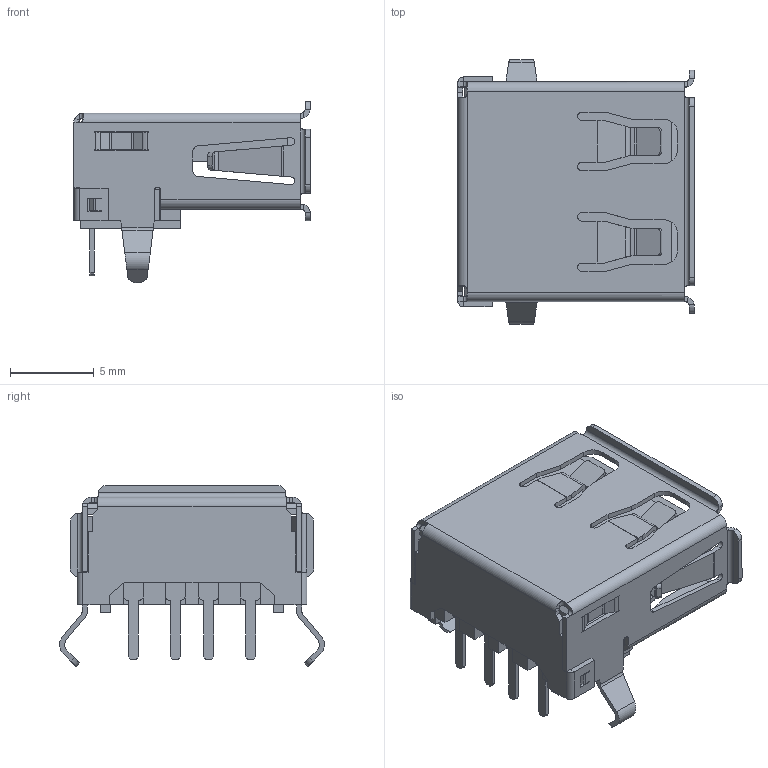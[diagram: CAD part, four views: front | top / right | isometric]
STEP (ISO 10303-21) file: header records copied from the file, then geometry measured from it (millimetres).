
FILE_DESCRIPTION(/* description */ (''),/* implementation_level */ '2;1');
FILE_NAME(/* name */ 'On Shore - USB-A1HSW6.step',/* time_stamp */ '2020-04-02T13:29:44+01:00',/* author */ (''),/* organization */ (''),/* preprocessor_version */ 'ST-DEVELOPER v18',/* originating_system */ 'Autodesk Translation Framework v8.12.0.6',/* authorisation */ '');
FILE_SCHEMA (('AUTOMOTIVE_DESIGN { 1 0 10303 214 3 1 1 }'));
Length unit declared in the file: millimetre
Products named in the file (1): On Shore - USB-A1HSW6
Bounding box: 14.1 x 15.8 x 10.8 mm (x, y, z)
Volume: 538.5 mm3; surface area: 1989.3 mm2
Topology: 1 solids, 1 shells, 752 faces, 2105 edges, 1336 vertices
Faces by surface type: plane 530, cylinder 220, bspline 2
Entity records: 24403 total; most frequent: CARTESIAN_POINT 4498, ORIENTED_EDGE 4210, DIRECTION 4027, EDGE_CURVE 2105, LINE 1617, VECTOR 1617, VERTEX_POINT 1336, AXIS2_PLACEMENT_3D 1205
